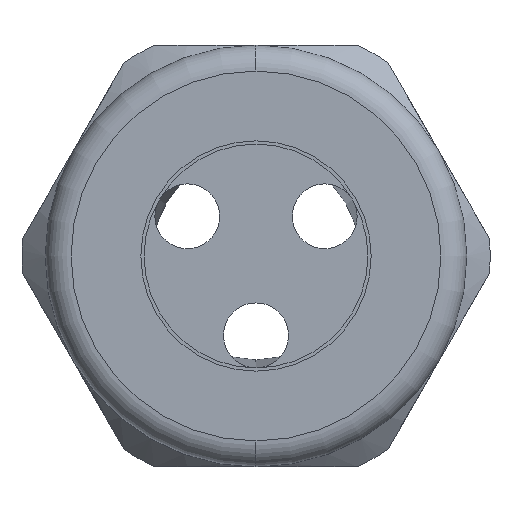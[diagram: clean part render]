
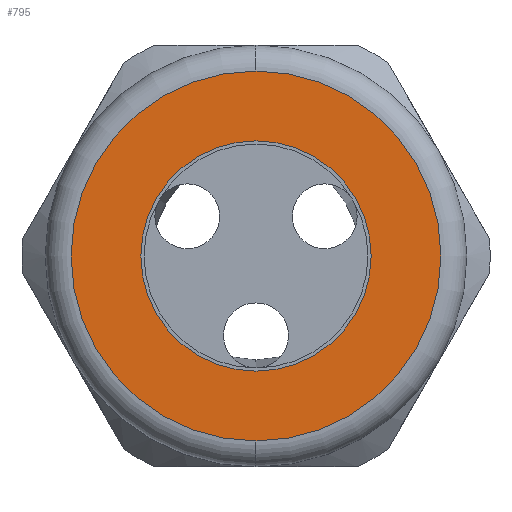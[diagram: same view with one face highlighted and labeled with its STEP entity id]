
A CAD part, left-side view. The second image highlights one B-rep face of the part: STEP entity #795.
In plain terms, the highlighted planar face has unit normal (-1, 0, 0).
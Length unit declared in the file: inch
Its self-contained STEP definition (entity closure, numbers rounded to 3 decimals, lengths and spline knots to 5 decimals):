
#15 = ORIENTED_EDGE ( 'NONE', *, *, #514, .T. ) ;
#432 = VERTEX_POINT ( 'NONE', #2438 ) ;
#466 = VERTEX_POINT ( 'NONE', #2493 ) ;
#477 = EDGE_CURVE ( 'NONE', #466, #432, #2539, .T. ) ;
#481 = VERTEX_POINT ( 'NONE', #2523 ) ;
#513 = VERTEX_POINT ( 'NONE', #2598 ) ;
#514 = EDGE_CURVE ( 'NONE', #513, #481, #2597, .T. ) ;
#790 = EDGE_CURVE ( 'NONE', #481, #513, #3141, .T. ) ;
#791 = ORIENTED_EDGE ( 'NONE', *, *, #790, .T. ) ;
#794 = EDGE_LOOP ( 'NONE', ( #791, #15 ) ) ;
#795 = ADVANCED_FACE ( 'NONE', ( #3136, #3135 ), #3134, .T. ) ;
#796 = EDGE_LOOP ( 'NONE', ( #801, #799 ) ) ;
#797 = EDGE_CURVE ( 'NONE', #432, #466, #3129, .T. ) ;
#799 = ORIENTED_EDGE ( 'NONE', *, *, #797, .T. ) ;
#801 = ORIENTED_EDGE ( 'NONE', *, *, #477, .T. ) ;
#2438 = CARTESIAN_POINT ( 'NONE',  ( -1.53, 0., -0.57 ) ) ;
#2493 = CARTESIAN_POINT ( 'NONE',  ( -1.53, 0., 0.57 ) ) ;
#2523 = CARTESIAN_POINT ( 'NONE',  ( -1.53, 0., -0.355 ) ) ;
#2535 = DIRECTION ( 'NONE',  ( 0., 0., 1. ) ) ;
#2536 = DIRECTION ( 'NONE',  ( -1., 0., 0. ) ) ;
#2537 = CARTESIAN_POINT ( 'NONE',  ( -1.53, 0., 0. ) ) ;
#2538 = AXIS2_PLACEMENT_3D ( 'NONE', #2537, #2536, #2535 ) ;
#2539 = CIRCLE ( 'NONE', #2538, 0.57 ) ;
#2593 = DIRECTION ( 'NONE',  ( 0., 0., -1. ) ) ;
#2594 = DIRECTION ( 'NONE',  ( 1., 0., 0. ) ) ;
#2595 = CARTESIAN_POINT ( 'NONE',  ( -1.53, 0., 0. ) ) ;
#2596 = AXIS2_PLACEMENT_3D ( 'NONE', #2595, #2594, #2593 ) ;
#2597 = CIRCLE ( 'NONE', #2596, 0.355 ) ;
#2598 = CARTESIAN_POINT ( 'NONE',  ( -1.53, 0., 0.355 ) ) ;
#3129 = CIRCLE ( 'NONE', #3194, 0.57 ) ;
#3130 = DIRECTION ( 'NONE',  ( 0., 0., 1. ) ) ;
#3131 = DIRECTION ( 'NONE',  ( -1., 0., 0. ) ) ;
#3132 = CARTESIAN_POINT ( 'NONE',  ( -1.53, 0.65, 0. ) ) ;
#3133 = AXIS2_PLACEMENT_3D ( 'NONE', #3132, #3131, #3130 ) ;
#3134 = PLANE ( 'NONE',  #3133 ) ;
#3135 = FACE_BOUND ( 'NONE', #794, .T. ) ;
#3136 = FACE_OUTER_BOUND ( 'NONE', #796, .T. ) ;
#3137 = DIRECTION ( 'NONE',  ( 0., 0., -1. ) ) ;
#3138 = DIRECTION ( 'NONE',  ( 1., 0., 0. ) ) ;
#3139 = CARTESIAN_POINT ( 'NONE',  ( -1.53, 0., 0. ) ) ;
#3140 = AXIS2_PLACEMENT_3D ( 'NONE', #3139, #3138, #3137 ) ;
#3141 = CIRCLE ( 'NONE', #3140, 0.355 ) ;
#3191 = DIRECTION ( 'NONE',  ( 0., 0., 1. ) ) ;
#3192 = DIRECTION ( 'NONE',  ( -1., 0., 0. ) ) ;
#3193 = CARTESIAN_POINT ( 'NONE',  ( -1.53, 0., 0. ) ) ;
#3194 = AXIS2_PLACEMENT_3D ( 'NONE', #3193, #3192, #3191 ) ;
